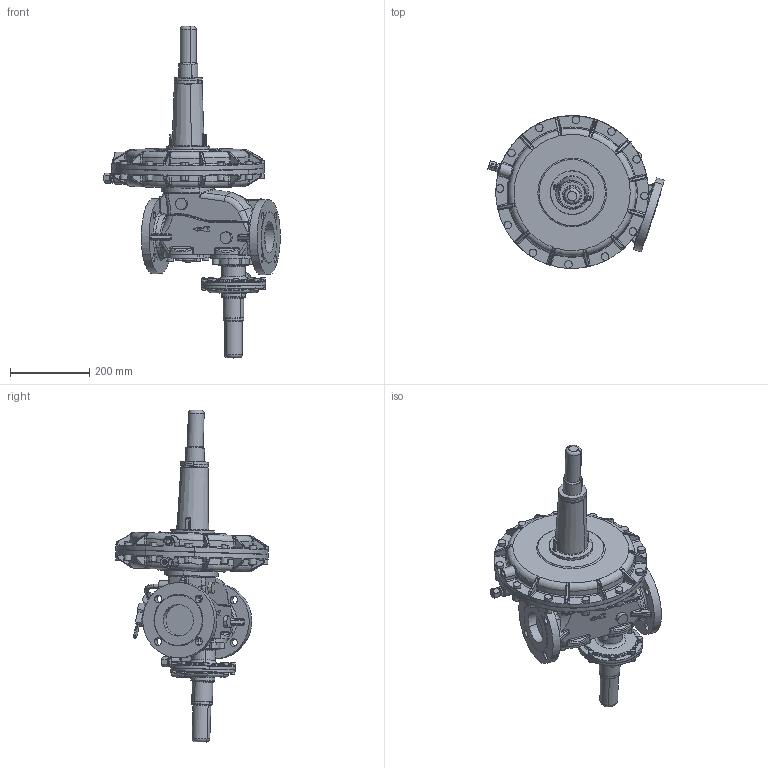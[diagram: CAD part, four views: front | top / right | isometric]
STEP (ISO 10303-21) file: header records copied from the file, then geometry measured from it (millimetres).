
FILE_DESCRIPTION(('CATIA V5 STEP Exchange'),'2;1');
FILE_NAME('RS250 DN080 390 HDS ANSI.stp','2023-04-28T12:17:35+00:00',('none'),('none'),'CATIA Version 5-6 Release 2018 SP2','CATIA V5 STEP AP203','none');
FILE_SCHEMA(('CONFIG_CONTROL_DESIGN'));
Products named in the file (2): Product1; Produkt1
Assembly tree (5 placements, depth 3):
  Product1
    #57
    Produkt1
      #102539
      #103487
    #104146
Bounding box: 445.32 x 385.55 x 837.55 mm (x, y, z)
Volume: 16105398 mm3; surface area: 889528.7 mm2
Topology: 5 solids, 21 shells, 2543 faces, 6152 edges, 3513 vertices
Faces by surface type: cylinder 847, bspline 538, torus 528, plane 366, sphere 128, cone 121, revolution 11, extrusion 4
Entity records: 105775 total; most frequent: CARTESIAN_POINT 57342, ORIENTED_EDGE 11872, DIRECTION 6307, EDGE_CURVE 5936, AXIS2_PLACEMENT_3D 3761, VERTEX_POINT 3513, EDGE_LOOP 2651, CIRCLE 2584
